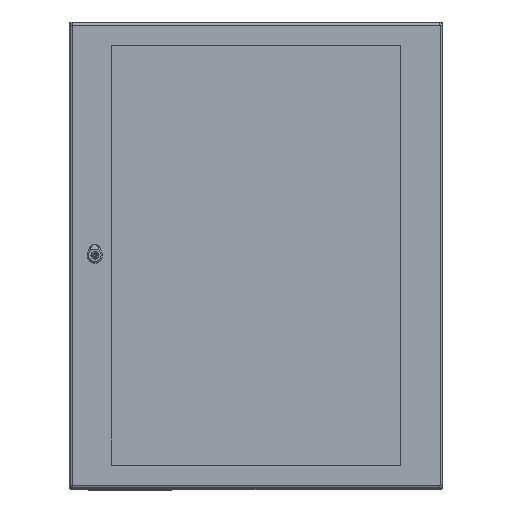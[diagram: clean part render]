
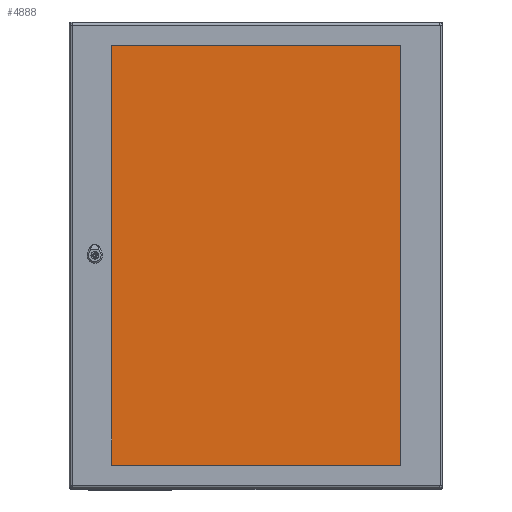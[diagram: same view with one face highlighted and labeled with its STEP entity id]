
A CAD part, top view. The second image highlights one B-rep face of the part: STEP entity #4888.
In plain terms, the highlighted face is planar.
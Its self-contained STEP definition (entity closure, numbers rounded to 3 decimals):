
#4888=ADVANCED_FACE('',(#5967),#5254,.F.);
#5254=PLANE('',#18032);
#5967=FACE_OUTER_BOUND('',#7036,.T.);
#7036=EDGE_LOOP('',(#11125,#11126,#11127,#11128));
#11125=ORIENTED_EDGE('',*,*,#14508,.F.);
#11126=ORIENTED_EDGE('',*,*,#14518,.F.);
#11127=ORIENTED_EDGE('',*,*,#14515,.F.);
#11128=ORIENTED_EDGE('',*,*,#14512,.F.);
#12466=VERTEX_POINT('',#31842);
#12467=VERTEX_POINT('',#31843);
#12470=VERTEX_POINT('',#31851);
#12472=VERTEX_POINT('',#31857);
#14508=EDGE_CURVE('',#12466,#12467,#15519,.T.);
#14512=EDGE_CURVE('',#12467,#12470,#15523,.T.);
#14515=EDGE_CURVE('',#12470,#12472,#15526,.T.);
#14518=EDGE_CURVE('',#12472,#12466,#15529,.T.);
#15519=LINE('',#31841,#16530);
#15523=LINE('',#31850,#16534);
#15526=LINE('',#31856,#16537);
#15529=LINE('',#31862,#16540);
#16530=VECTOR('',#22009,1.);
#16534=VECTOR('',#22015,1.);
#16537=VECTOR('',#22020,1.);
#16540=VECTOR('',#22025,1.);
#18032=AXIS2_PLACEMENT_3D('',#31866,#22031,#22032);
#22009=DIRECTION('',(0.,-1.,0.));
#22015=DIRECTION('',(1.,0.,0.));
#22020=DIRECTION('',(0.,1.,0.));
#22025=DIRECTION('',(-1.,0.,0.));
#22031=DIRECTION('',(0.,0.,1.));
#22032=DIRECTION('',(1.,0.,0.));
#31841=CARTESIAN_POINT('',(-340.2,464.2,0.));
#31842=CARTESIAN_POINT('',(-340.2,464.2,0.));
#31843=CARTESIAN_POINT('',(-340.2,-464.2,0.));
#31850=CARTESIAN_POINT('',(-340.2,-464.2,0.));
#31851=CARTESIAN_POINT('',(340.2,-464.2,0.));
#31856=CARTESIAN_POINT('',(340.2,-464.2,0.));
#31857=CARTESIAN_POINT('',(340.2,464.2,0.));
#31862=CARTESIAN_POINT('',(340.2,464.2,0.));
#31866=CARTESIAN_POINT('',(0.,0.,0.));
